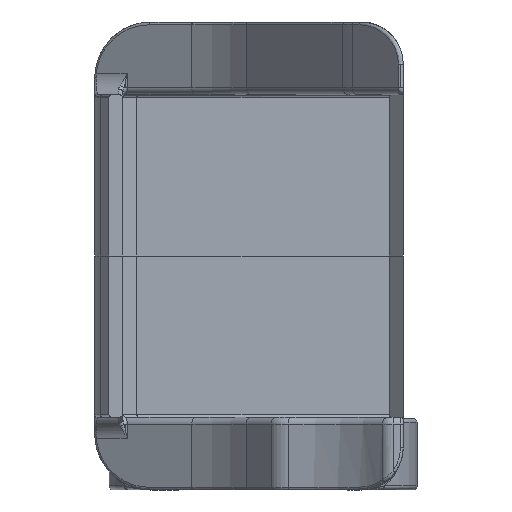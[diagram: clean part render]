
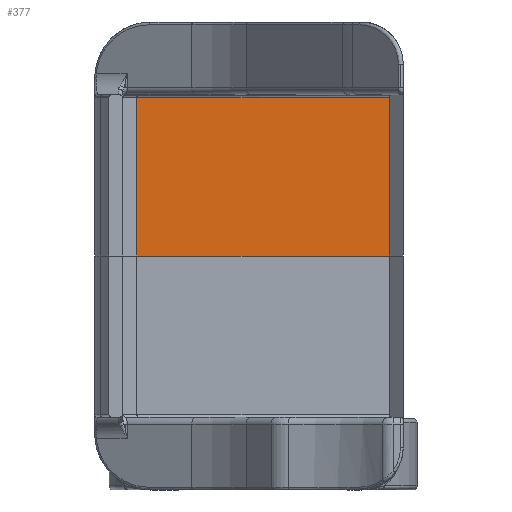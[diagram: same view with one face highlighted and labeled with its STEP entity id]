
A CAD part, left-side view. The second image highlights one B-rep face of the part: STEP entity #377.
In plain terms, the highlighted planar face has unit normal (-1, 0, 0).
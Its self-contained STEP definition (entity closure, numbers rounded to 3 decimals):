
#112 = VECTOR ( 'NONE', #6873, 1000. ) ;
#377 = ADVANCED_FACE ( 'NONE', ( #9373 ), #8550, .F. ) ;
#1649 = ORIENTED_EDGE ( 'NONE', *, *, #7613, .T. ) ;
#1993 = VERTEX_POINT ( 'NONE', #5059 ) ;
#2128 = CARTESIAN_POINT ( 'NONE',  ( 24.5, -9., -11.5 ) ) ;
#2203 = CARTESIAN_POINT ( 'NONE',  ( 24.5, -9., -11.5 ) ) ;
#2266 = EDGE_CURVE ( 'NONE', #1993, #4380, #6564, .T. ) ;
#2313 = EDGE_CURVE ( 'NONE', #1993, #3089, #5573, .T. ) ;
#2423 = DIRECTION ( 'NONE',  ( 0., 0., 1. ) ) ;
#2458 = VECTOR ( 'NONE', #10096, 1000. ) ;
#2512 = ORIENTED_EDGE ( 'NONE', *, *, #3208, .T. ) ;
#3089 = VERTEX_POINT ( 'NONE', #3315 ) ;
#3208 = EDGE_CURVE ( 'NONE', #4431, #4380, #6719, .T. ) ;
#3315 = CARTESIAN_POINT ( 'NONE',  ( 24.5, -9., 0. ) ) ;
#4276 = VECTOR ( 'NONE', #8299, 1000. ) ;
#4380 = VERTEX_POINT ( 'NONE', #8318 ) ;
#4386 = CARTESIAN_POINT ( 'NONE',  ( 24.5, 9., 11.3 ) ) ;
#4431 = VERTEX_POINT ( 'NONE', #8496 ) ;
#5059 = CARTESIAN_POINT ( 'NONE',  ( 24.5, 9., 0. ) ) ;
#5342 = DIRECTION ( 'NONE',  ( 0., 0., -1. ) ) ;
#5352 = AXIS2_PLACEMENT_3D ( 'NONE', #2203, #6327, #5342 ) ;
#5573 = LINE ( 'NONE', #5826, #4276 ) ;
#5826 = CARTESIAN_POINT ( 'NONE',  ( 24.5, -9., 0. ) ) ;
#6327 = DIRECTION ( 'NONE',  ( 1., 0., 0. ) ) ;
#6389 = EDGE_LOOP ( 'NONE', ( #9703, #7571, #1649, #2512 ) ) ;
#6564 = LINE ( 'NONE', #9615, #8455 ) ;
#6719 = LINE ( 'NONE', #4386, #112 ) ;
#6873 = DIRECTION ( 'NONE',  ( 0., 1., 0. ) ) ;
#7571 = ORIENTED_EDGE ( 'NONE', *, *, #2313, .T. ) ;
#7613 = EDGE_CURVE ( 'NONE', #3089, #4431, #9090, .T. ) ;
#8299 = DIRECTION ( 'NONE',  ( 0., -1., 0. ) ) ;
#8318 = CARTESIAN_POINT ( 'NONE',  ( 24.5, 9., 11.3 ) ) ;
#8455 = VECTOR ( 'NONE', #2423, 1000. ) ;
#8496 = CARTESIAN_POINT ( 'NONE',  ( 24.5, -9., 11.3 ) ) ;
#8550 = PLANE ( 'NONE',  #5352 ) ;
#9090 = LINE ( 'NONE', #2128, #2458 ) ;
#9373 = FACE_OUTER_BOUND ( 'NONE', #6389, .T. ) ;
#9615 = CARTESIAN_POINT ( 'NONE',  ( 24.5, 9., -11.5 ) ) ;
#9703 = ORIENTED_EDGE ( 'NONE', *, *, #2266, .F. ) ;
#10096 = DIRECTION ( 'NONE',  ( 0., 0., 1. ) ) ;
